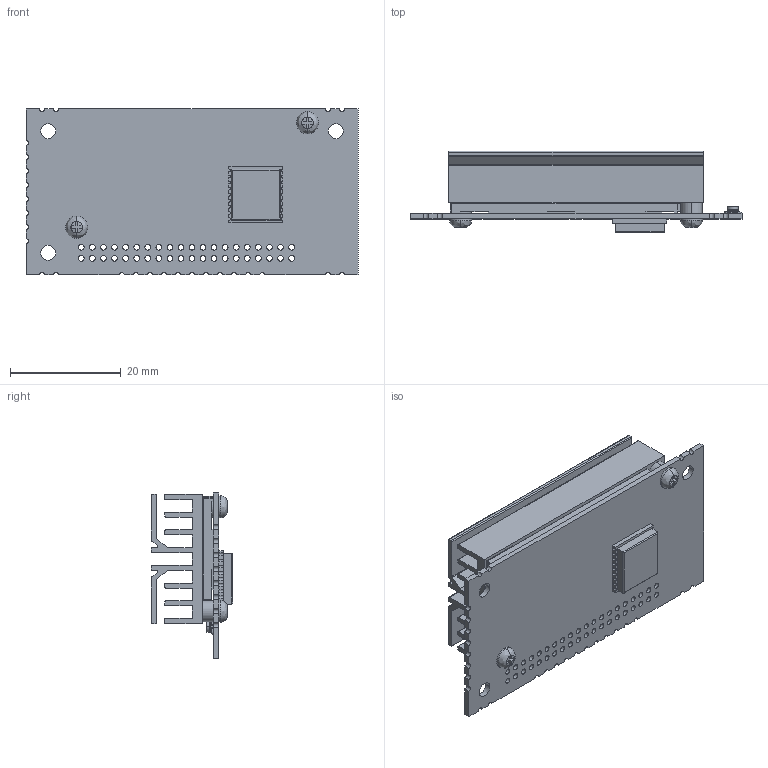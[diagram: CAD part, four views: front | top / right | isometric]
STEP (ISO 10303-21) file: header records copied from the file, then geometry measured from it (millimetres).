
FILE_DESCRIPTION((''),'2;1');
FILE_NAME('PWB-RAK2245_ASM','2020-02-06T',('lln'),(''),'PRO/ENGINEER BY PARAMETRIC TECHNOLOGY CORPORATION, 2010280','PRO/ENGINEER BY PARAMETRIC TECHNOLOGY CORPORATION, 2010280','');
FILE_SCHEMA(('CONFIG_CONTROL_DESIGN','SHAPE_APPEARANCE_LAYERS_GROUPS'));
Length unit declared in the file: millimetre
Products named in the file (7): PWB-RAK2245; RAKU70580008; RAKU71420016; GB818-85_M2X4; IPEX-FEMALE; MAX-7Q; PWB-RAK2245_ASM
Assembly tree (8 placements, depth 2):
  PWB-RAK2245_ASM
    PWB-RAK2245
    RAKU70580008
    RAKU71420016
    GB818-85_M2X4  x2
    IPEX-FEMALE  x2
    MAX-7Q
Bounding box: 60 x 14.7 x 30 mm (x, y, z)
Volume: 6894.7 mm3; surface area: 15153.7 mm2
Topology: 8 solids, 8 shells, 549 faces, 1710 edges, 1336 vertices
Faces by surface type: plane 284, cylinder 239, cone 10, sphere 8, bspline 4, torus 4
Entity records: 20786 total; most frequent: DIRECTION 3053, CARTESIAN_POINT 2976, ORIENTED_EDGE 2532, PRESENTATION_STYLE_ASSIGNMENT 1354, STYLED_ITEM 1345, CURVE_STYLE 1337, EDGE_CURVE 1266, AXIS2_PLACEMENT_3D 1041
